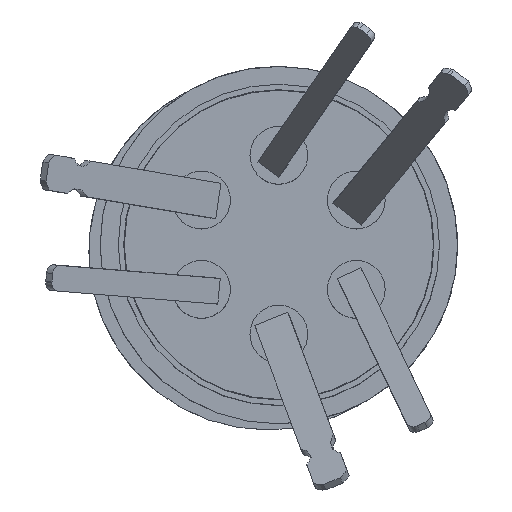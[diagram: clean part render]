
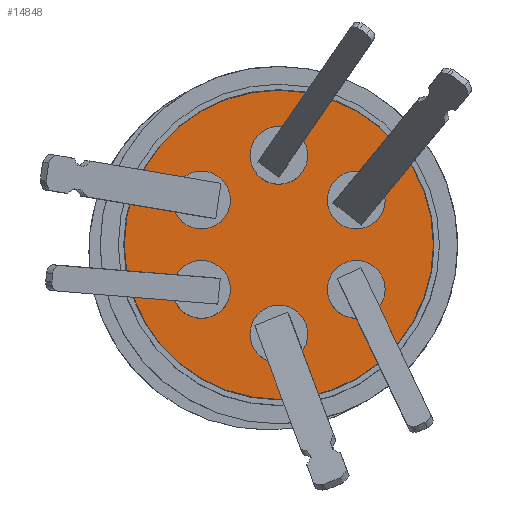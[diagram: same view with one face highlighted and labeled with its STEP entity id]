
A CAD part, top view. The second image highlights one B-rep face of the part: STEP entity #14848.
In plain terms, the highlighted planar face has unit normal (0, 0, 1).
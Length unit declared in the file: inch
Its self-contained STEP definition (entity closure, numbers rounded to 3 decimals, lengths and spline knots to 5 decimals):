
#1329 = EDGE_CURVE ( 'NONE', #8062, #8061, #9233, .T. ) ;
#1330 = EDGE_CURVE ( 'NONE', #8058, #8057, #9231, .T. ) ;
#1331 = EDGE_CURVE ( 'NONE', #8054, #8053, #9229, .T. ) ;
#1332 = EDGE_CURVE ( 'NONE', #8050, #8049, #9227, .T. ) ;
#1333 = EDGE_CURVE ( 'NONE', #8046, #8045, #9225, .T. ) ;
#1334 = EDGE_CURVE ( 'NONE', #8042, #8041, #9223, .T. ) ;
#1336 = EDGE_CURVE ( 'NONE', #8033, #8022, #9219, .T. ) ;
#1438 = EDGE_CURVE ( 'NONE', #8022, #8033, #9072, .T. ) ;
#1447 = EDGE_CURVE ( 'NONE', #8041, #8042, #9059, .T. ) ;
#1451 = EDGE_CURVE ( 'NONE', #8045, #8046, #9053, .T. ) ;
#1455 = EDGE_CURVE ( 'NONE', #8049, #8050, #9047, .T. ) ;
#1459 = EDGE_CURVE ( 'NONE', #8053, #8054, #9041, .T. ) ;
#1463 = EDGE_CURVE ( 'NONE', #8057, #8058, #9035, .T. ) ;
#1467 = EDGE_CURVE ( 'NONE', #8061, #8062, #9029, .T. ) ;
#3547 = CARTESIAN_POINT ( 'NONE',  ( 0.03921, 0.02127, 0.05 ) ) ;
#3548 = DIRECTION ( 'NONE',  ( 0., 0., -1. ) ) ;
#3549 = DIRECTION ( 'NONE',  ( -1., 0., 0. ) ) ;
#3573 = CARTESIAN_POINT ( 'NONE',  ( 0.30985, -0.13498, 0.05 ) ) ;
#3574 = DIRECTION ( 'NONE',  ( 0., 0., -1. ) ) ;
#3575 = DIRECTION ( 'NONE',  ( 0., 1., 0. ) ) ;
#3585 = CARTESIAN_POINT ( 'NONE',  ( 0.30985, 0.17752, 0.05 ) ) ;
#3586 = DIRECTION ( 'NONE',  ( 0., 0., -1. ) ) ;
#3587 = DIRECTION ( 'NONE',  ( -1., 0., 0. ) ) ;
#3597 = CARTESIAN_POINT ( 'NONE',  ( -0.23142, 0.17752, 0.05 ) ) ;
#3598 = DIRECTION ( 'NONE',  ( 0., 0., -1. ) ) ;
#3599 = DIRECTION ( 'NONE',  ( 0., 1., 0. ) ) ;
#3609 = CARTESIAN_POINT ( 'NONE',  ( -0.23142, -0.13498, 0.05 ) ) ;
#3610 = DIRECTION ( 'NONE',  ( 0., 0., -1. ) ) ;
#3611 = DIRECTION ( 'NONE',  ( 0., 1., 0. ) ) ;
#3621 = CARTESIAN_POINT ( 'NONE',  ( 0.03921, 0.33377, 0.05 ) ) ;
#3622 = DIRECTION ( 'NONE',  ( 0., 0., -1. ) ) ;
#3623 = DIRECTION ( 'NONE',  ( 0., 1., 0. ) ) ;
#3634 = CARTESIAN_POINT ( 'NONE',  ( 0.03921, -0.29123, 0.05 ) ) ;
#3635 = DIRECTION ( 'NONE',  ( 0., 0., -1. ) ) ;
#3636 = DIRECTION ( 'NONE',  ( 0., 1., 0. ) ) ;
#4312 = CARTESIAN_POINT ( 'NONE',  ( -0.50129, 0.02127, 0.05 ) ) ;
#4323 = CARTESIAN_POINT ( 'NONE',  ( 0.57971, 0.02127, 0.05 ) ) ;
#4331 = CARTESIAN_POINT ( 'NONE',  ( 0.30985, -0.03398, 0.05 ) ) ;
#4332 = CARTESIAN_POINT ( 'NONE',  ( 0.30985, -0.23598, 0.05 ) ) ;
#4335 = CARTESIAN_POINT ( 'NONE',  ( 0.20885, 0.17752, 0.05 ) ) ;
#4336 = CARTESIAN_POINT ( 'NONE',  ( 0.41085, 0.17752, 0.05 ) ) ;
#4339 = CARTESIAN_POINT ( 'NONE',  ( -0.23142, 0.27852, 0.05 ) ) ;
#4340 = CARTESIAN_POINT ( 'NONE',  ( -0.23142, 0.07652, 0.05 ) ) ;
#4343 = CARTESIAN_POINT ( 'NONE',  ( -0.23142, -0.03398, 0.05 ) ) ;
#4344 = CARTESIAN_POINT ( 'NONE',  ( -0.23142, -0.23598, 0.05 ) ) ;
#4347 = CARTESIAN_POINT ( 'NONE',  ( 0.03921, 0.43477, 0.05 ) ) ;
#4348 = CARTESIAN_POINT ( 'NONE',  ( 0.03921, 0.23277, 0.05 ) ) ;
#4351 = CARTESIAN_POINT ( 'NONE',  ( 0.03921, -0.19023, 0.05 ) ) ;
#4352 = CARTESIAN_POINT ( 'NONE',  ( 0.03921, -0.39223, 0.05 ) ) ;
#5750 = FACE_BOUND ( 'NONE', #13823, .T. ) ;
#5751 = FACE_BOUND ( 'NONE', #13821, .T. ) ;
#5752 = FACE_BOUND ( 'NONE', #13825, .T. ) ;
#5753 = FACE_BOUND ( 'NONE', #13812, .T. ) ;
#5754 = FACE_BOUND ( 'NONE', #13824, .T. ) ;
#5755 = FACE_BOUND ( 'NONE', #13811, .T. ) ;
#5757 = FACE_OUTER_BOUND ( 'NONE', #13800, .T. ) ;
#5758 = CARTESIAN_POINT ( 'NONE',  ( 0.03921, 0.02127, 0.05 ) ) ;
#5759 = PLANE ( 'NONE',  #13334 ) ;
#5760 = DIRECTION ( 'NONE',  ( 0., 0., 1. ) ) ;
#5761 = DIRECTION ( 'NONE',  ( 1., 0., 0. ) ) ;
#8022 = VERTEX_POINT ( 'NONE', #4312 ) ;
#8033 = VERTEX_POINT ( 'NONE', #4323 ) ;
#8041 = VERTEX_POINT ( 'NONE', #4331 ) ;
#8042 = VERTEX_POINT ( 'NONE', #4332 ) ;
#8045 = VERTEX_POINT ( 'NONE', #4335 ) ;
#8046 = VERTEX_POINT ( 'NONE', #4336 ) ;
#8049 = VERTEX_POINT ( 'NONE', #4339 ) ;
#8050 = VERTEX_POINT ( 'NONE', #4340 ) ;
#8053 = VERTEX_POINT ( 'NONE', #4343 ) ;
#8054 = VERTEX_POINT ( 'NONE', #4344 ) ;
#8057 = VERTEX_POINT ( 'NONE', #4347 ) ;
#8058 = VERTEX_POINT ( 'NONE', #4348 ) ;
#8061 = VERTEX_POINT ( 'NONE', #4351 ) ;
#8062 = VERTEX_POINT ( 'NONE', #4352 ) ;
#9027 = AXIS2_PLACEMENT_3D ( 'NONE', #3634, #3635, #3636 ) ;
#9029 = CIRCLE ( 'NONE', #9027, 0.101 ) ;
#9033 = AXIS2_PLACEMENT_3D ( 'NONE', #3621, #3622, #3623 ) ;
#9035 = CIRCLE ( 'NONE', #9033, 0.101 ) ;
#9039 = AXIS2_PLACEMENT_3D ( 'NONE', #3609, #3610, #3611 ) ;
#9041 = CIRCLE ( 'NONE', #9039, 0.101 ) ;
#9045 = AXIS2_PLACEMENT_3D ( 'NONE', #3597, #3598, #3599 ) ;
#9047 = CIRCLE ( 'NONE', #9045, 0.101 ) ;
#9051 = AXIS2_PLACEMENT_3D ( 'NONE', #3585, #3586, #3587 ) ;
#9053 = CIRCLE ( 'NONE', #9051, 0.101 ) ;
#9057 = AXIS2_PLACEMENT_3D ( 'NONE', #3573, #3574, #3575 ) ;
#9059 = CIRCLE ( 'NONE', #9057, 0.101 ) ;
#9070 = AXIS2_PLACEMENT_3D ( 'NONE', #3547, #3548, #3549 ) ;
#9072 = CIRCLE ( 'NONE', #9070, 0.5405 ) ;
#9214 = AXIS2_PLACEMENT_3D ( 'NONE', #14597, #14598, #14599 ) ;
#9218 = AXIS2_PLACEMENT_3D ( 'NONE', #14591, #14592, #14593 ) ;
#9219 = CIRCLE ( 'NONE', #9214, 0.5405 ) ;
#9220 = AXIS2_PLACEMENT_3D ( 'NONE', #14588, #14589, #14590 ) ;
#9222 = AXIS2_PLACEMENT_3D ( 'NONE', #14585, #14586, #14587 ) ;
#9223 = CIRCLE ( 'NONE', #9218, 0.101 ) ;
#9224 = AXIS2_PLACEMENT_3D ( 'NONE', #14582, #14583, #14584 ) ;
#9225 = CIRCLE ( 'NONE', #9220, 0.101 ) ;
#9226 = AXIS2_PLACEMENT_3D ( 'NONE', #14579, #14580, #14581 ) ;
#9227 = CIRCLE ( 'NONE', #9222, 0.101 ) ;
#9228 = AXIS2_PLACEMENT_3D ( 'NONE', #14576, #14577, #14578 ) ;
#9229 = CIRCLE ( 'NONE', #9224, 0.101 ) ;
#9231 = CIRCLE ( 'NONE', #9226, 0.101 ) ;
#9233 = CIRCLE ( 'NONE', #9228, 0.101 ) ;
#12449 = ORIENTED_EDGE ( 'NONE', *, *, #1329, .T. ) ;
#12450 = ORIENTED_EDGE ( 'NONE', *, *, #1467, .T. ) ;
#12451 = ORIENTED_EDGE ( 'NONE', *, *, #1330, .T. ) ;
#12452 = ORIENTED_EDGE ( 'NONE', *, *, #1463, .T. ) ;
#12453 = ORIENTED_EDGE ( 'NONE', *, *, #1331, .T. ) ;
#12454 = ORIENTED_EDGE ( 'NONE', *, *, #1459, .T. ) ;
#12455 = ORIENTED_EDGE ( 'NONE', *, *, #1336, .F. ) ;
#12456 = ORIENTED_EDGE ( 'NONE', *, *, #1438, .F. ) ;
#12457 = ORIENTED_EDGE ( 'NONE', *, *, #1332, .T. ) ;
#12458 = ORIENTED_EDGE ( 'NONE', *, *, #1455, .T. ) ;
#12459 = ORIENTED_EDGE ( 'NONE', *, *, #1333, .T. ) ;
#13334 = AXIS2_PLACEMENT_3D ( 'NONE', #5758, #5760, #5761 ) ;
#13800 = EDGE_LOOP ( 'NONE', ( #12456, #12455 ) ) ;
#13811 = EDGE_LOOP ( 'NONE', ( #12458, #12457 ) ) ;
#13812 = EDGE_LOOP ( 'NONE', ( #13839, #12459 ) ) ;
#13821 = EDGE_LOOP ( 'NONE', ( #13841, #13840 ) ) ;
#13823 = EDGE_LOOP ( 'NONE', ( #12454, #12453 ) ) ;
#13824 = EDGE_LOOP ( 'NONE', ( #12450, #12449 ) ) ;
#13825 = EDGE_LOOP ( 'NONE', ( #12452, #12451 ) ) ;
#13839 = ORIENTED_EDGE ( 'NONE', *, *, #1451, .T. ) ;
#13840 = ORIENTED_EDGE ( 'NONE', *, *, #1334, .T. ) ;
#13841 = ORIENTED_EDGE ( 'NONE', *, *, #1447, .T. ) ;
#14576 = CARTESIAN_POINT ( 'NONE',  ( 0.03921, -0.29123, 0.05 ) ) ;
#14577 = DIRECTION ( 'NONE',  ( 0., 0., -1. ) ) ;
#14578 = DIRECTION ( 'NONE',  ( 0., 1., 0. ) ) ;
#14579 = CARTESIAN_POINT ( 'NONE',  ( 0.03921, 0.33377, 0.05 ) ) ;
#14580 = DIRECTION ( 'NONE',  ( 0., 0., -1. ) ) ;
#14581 = DIRECTION ( 'NONE',  ( 0., 1., 0. ) ) ;
#14582 = CARTESIAN_POINT ( 'NONE',  ( -0.23142, -0.13498, 0.05 ) ) ;
#14583 = DIRECTION ( 'NONE',  ( 0., 0., -1. ) ) ;
#14584 = DIRECTION ( 'NONE',  ( 0., 1., 0. ) ) ;
#14585 = CARTESIAN_POINT ( 'NONE',  ( -0.23142, 0.17752, 0.05 ) ) ;
#14586 = DIRECTION ( 'NONE',  ( 0., 0., -1. ) ) ;
#14587 = DIRECTION ( 'NONE',  ( 0., 1., 0. ) ) ;
#14588 = CARTESIAN_POINT ( 'NONE',  ( 0.30985, 0.17752, 0.05 ) ) ;
#14589 = DIRECTION ( 'NONE',  ( 0., 0., -1. ) ) ;
#14590 = DIRECTION ( 'NONE',  ( -1., 0., 0. ) ) ;
#14591 = CARTESIAN_POINT ( 'NONE',  ( 0.30985, -0.13498, 0.05 ) ) ;
#14592 = DIRECTION ( 'NONE',  ( 0., 0., -1. ) ) ;
#14593 = DIRECTION ( 'NONE',  ( 0., 1., 0. ) ) ;
#14597 = CARTESIAN_POINT ( 'NONE',  ( 0.03921, 0.02127, 0.05 ) ) ;
#14598 = DIRECTION ( 'NONE',  ( 0., 0., -1. ) ) ;
#14599 = DIRECTION ( 'NONE',  ( -1., 0., 0. ) ) ;
#14848 = ADVANCED_FACE ( 'NONE', ( #5751, #5753, #5755, #5757, #5750, #5752, #5754 ), #5759, .T. ) ;
